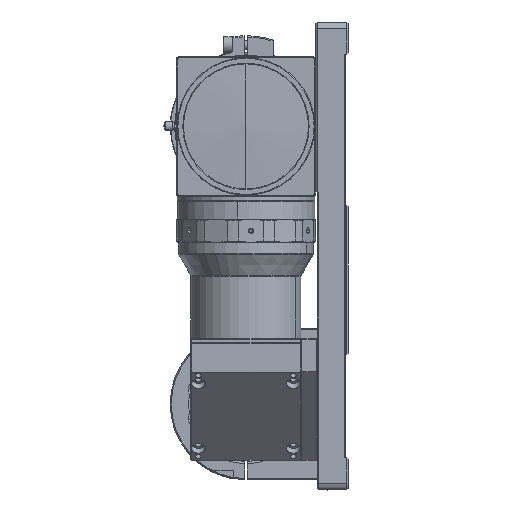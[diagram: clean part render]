
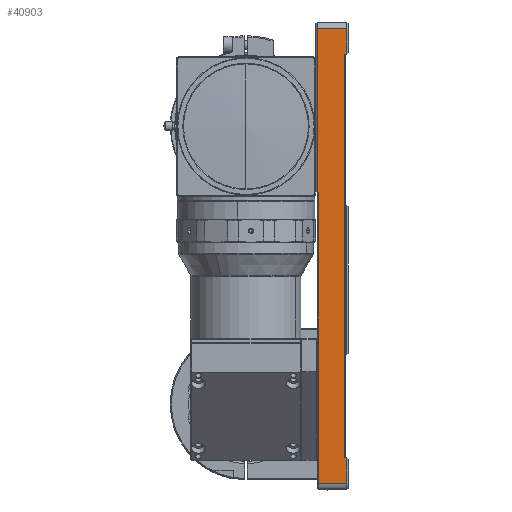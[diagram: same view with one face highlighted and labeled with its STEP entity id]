
A CAD part, left-side view. The second image highlights one B-rep face of the part: STEP entity #40903.
In plain terms, the highlighted planar face has unit normal (-1, 0, 0).
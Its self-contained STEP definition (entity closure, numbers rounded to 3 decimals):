
#43 = DIRECTION ( 'NONE',  ( 0., -1., 0. ) ) ;
#409 = EDGE_CURVE ( 'NONE', #14978, #6773, #41212, .T. ) ;
#910 = VERTEX_POINT ( 'NONE', #19674 ) ;
#1268 = DIRECTION ( 'NONE',  ( 0., 1., 0. ) ) ;
#1701 = CARTESIAN_POINT ( 'NONE',  ( 110.3, -31., 42.5 ) ) ;
#2696 = EDGE_CURVE ( 'NONE', #34725, #22225, #33469, .T. ) ;
#3664 = ORIENTED_EDGE ( 'NONE', *, *, #12465, .F. ) ;
#3667 = DIRECTION ( 'NONE',  ( 0., -1., 0. ) ) ;
#4472 = CARTESIAN_POINT ( 'NONE',  ( 110.3, -43., -56.5 ) ) ;
#4772 = CARTESIAN_POINT ( 'NONE',  ( 110.3, -43.5, -144.5 ) ) ;
#4852 = CARTESIAN_POINT ( 'NONE',  ( 110.3, -44., -155.5 ) ) ;
#5041 = VECTOR ( 'NONE', #33166, 1000. ) ;
#5860 = EDGE_CURVE ( 'NONE', #19694, #9918, #43565, .T. ) ;
#6236 = ORIENTED_EDGE ( 'NONE', *, *, #10686, .T. ) ;
#6311 = CARTESIAN_POINT ( 'NONE',  ( 110.3, -44., 42.5 ) ) ;
#6580 = DIRECTION ( 'NONE',  ( 0., -1., 0. ) ) ;
#6738 = VECTOR ( 'NONE', #40498, 1000. ) ;
#6773 = VERTEX_POINT ( 'NONE', #17469 ) ;
#6789 = VECTOR ( 'NONE', #27273, 1000. ) ;
#7159 = PLANE ( 'NONE',  #14291 ) ;
#7508 = VECTOR ( 'NONE', #8168, 1000. ) ;
#8168 = DIRECTION ( 'NONE',  ( 0., 0., -1. ) ) ;
#8992 = CARTESIAN_POINT ( 'NONE',  ( 110.3, -31.5, -92.25 ) ) ;
#9512 = CARTESIAN_POINT ( 'NONE',  ( 110.3, -31., -29. ) ) ;
#9845 = CARTESIAN_POINT ( 'NONE',  ( 110.3, -31.251, -29. ) ) ;
#9918 = VERTEX_POINT ( 'NONE', #6311 ) ;
#10274 = ORIENTED_EDGE ( 'NONE', *, *, #409, .F. ) ;
#10588 = VECTOR ( 'NONE', #6580, 1000. ) ;
#10686 = EDGE_CURVE ( 'NONE', #21986, #26981, #32312, .T. ) ;
#11111 = CARTESIAN_POINT ( 'NONE',  ( 110.3, -44., -56.5 ) ) ;
#11322 = ORIENTED_EDGE ( 'NONE', *, *, #26494, .F. ) ;
#11712 = DIRECTION ( 'NONE',  ( 0., 0., -1. ) ) ;
#12465 = EDGE_CURVE ( 'NONE', #24665, #19694, #16405, .T. ) ;
#13358 = LINE ( 'NONE', #4472, #17715 ) ;
#13477 = VECTOR ( 'NONE', #1268, 1000. ) ;
#14291 = AXIS2_PLACEMENT_3D ( 'NONE', #41879, #27865, #3667 ) ;
#14495 = CARTESIAN_POINT ( 'NONE',  ( 110.3, -31.5, -155.5 ) ) ;
#14978 = VERTEX_POINT ( 'NONE', #14495 ) ;
#15944 = LINE ( 'NONE', #23762, #6789 ) ;
#16011 = ORIENTED_EDGE ( 'NONE', *, *, #38793, .F. ) ;
#16405 = LINE ( 'NONE', #26901, #6738 ) ;
#17469 = CARTESIAN_POINT ( 'NONE',  ( 110.3, -31.5, -29. ) ) ;
#17715 = VECTOR ( 'NONE', #21673, 1000. ) ;
#19541 = ORIENTED_EDGE ( 'NONE', *, *, #37511, .T. ) ;
#19674 = CARTESIAN_POINT ( 'NONE',  ( 110.3, -43., -144.5 ) ) ;
#19694 = VERTEX_POINT ( 'NONE', #1701 ) ;
#21673 = DIRECTION ( 'NONE',  ( 0., 0., -1. ) ) ;
#21986 = VERTEX_POINT ( 'NONE', #41421 ) ;
#22225 = VERTEX_POINT ( 'NONE', #4852 ) ;
#23762 = CARTESIAN_POINT ( 'NONE',  ( 110.3, -37.5, -155.5 ) ) ;
#24665 = VERTEX_POINT ( 'NONE', #9512 ) ;
#25345 = LINE ( 'NONE', #42139, #7508 ) ;
#26494 = EDGE_CURVE ( 'NONE', #9918, #26981, #25345, .T. ) ;
#26901 = CARTESIAN_POINT ( 'NONE',  ( 110.3, -31., -56.5 ) ) ;
#26981 = VERTEX_POINT ( 'NONE', #30507 ) ;
#27273 = DIRECTION ( 'NONE',  ( 0., 1., 0. ) ) ;
#27625 = ORIENTED_EDGE ( 'NONE', *, *, #42250, .T. ) ;
#27723 = CARTESIAN_POINT ( 'NONE',  ( 110.3, -43.5, 31.5 ) ) ;
#27865 = DIRECTION ( 'NONE',  ( 1., 0., 0. ) ) ;
#29694 = VECTOR ( 'NONE', #11712, 1000. ) ;
#30253 = DIRECTION ( 'NONE',  ( 0., -1., 0. ) ) ;
#30507 = CARTESIAN_POINT ( 'NONE',  ( 110.3, -44., 31.5 ) ) ;
#32043 = ORIENTED_EDGE ( 'NONE', *, *, #5860, .F. ) ;
#32312 = LINE ( 'NONE', #27723, #44157 ) ;
#32379 = EDGE_CURVE ( 'NONE', #22225, #14978, #15944, .T. ) ;
#32762 = ORIENTED_EDGE ( 'NONE', *, *, #32379, .F. ) ;
#33166 = DIRECTION ( 'NONE',  ( 0., 0., 1. ) ) ;
#33469 = LINE ( 'NONE', #11111, #29694 ) ;
#33978 = ORIENTED_EDGE ( 'NONE', *, *, #2696, .F. ) ;
#34725 = VERTEX_POINT ( 'NONE', #43528 ) ;
#36745 = LINE ( 'NONE', #4772, #13477 ) ;
#37511 = EDGE_CURVE ( 'NONE', #34725, #910, #36745, .T. ) ;
#38230 = LINE ( 'NONE', #9845, #43091 ) ;
#38793 = EDGE_CURVE ( 'NONE', #21986, #910, #13358, .T. ) ;
#40498 = DIRECTION ( 'NONE',  ( 0., 0., 1. ) ) ;
#40903 = ADVANCED_FACE ( 'NONE', ( #43180 ), #7159, .F. ) ;
#41007 = CARTESIAN_POINT ( 'NONE',  ( 110.3, -37.5, 42.5 ) ) ;
#41212 = LINE ( 'NONE', #8992, #5041 ) ;
#41421 = CARTESIAN_POINT ( 'NONE',  ( 110.3, -43., 31.5 ) ) ;
#41879 = CARTESIAN_POINT ( 'NONE',  ( 110.3, -31., 42.5 ) ) ;
#42139 = CARTESIAN_POINT ( 'NONE',  ( 110.3, -44., -56.5 ) ) ;
#42250 = EDGE_CURVE ( 'NONE', #24665, #6773, #38230, .T. ) ;
#43055 = EDGE_LOOP ( 'NONE', ( #10274, #32762, #33978, #19541, #16011, #6236, #11322, #32043, #3664, #27625 ) ) ;
#43091 = VECTOR ( 'NONE', #30253, 1000. ) ;
#43180 = FACE_OUTER_BOUND ( 'NONE', #43055, .T. ) ;
#43528 = CARTESIAN_POINT ( 'NONE',  ( 110.3, -44., -144.5 ) ) ;
#43565 = LINE ( 'NONE', #41007, #10588 ) ;
#44157 = VECTOR ( 'NONE', #43, 1000. ) ;
